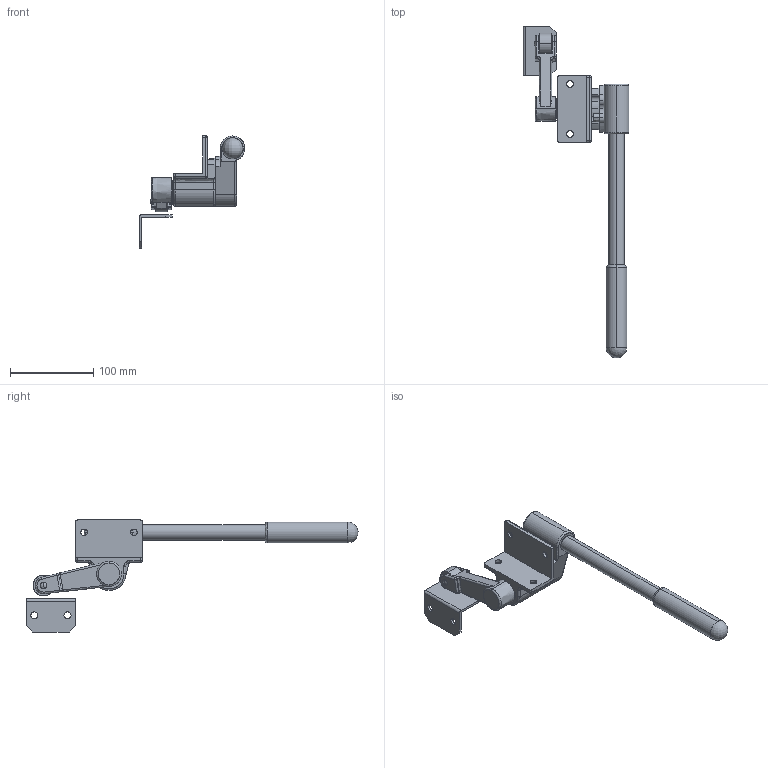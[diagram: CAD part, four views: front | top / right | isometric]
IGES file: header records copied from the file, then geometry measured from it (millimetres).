
Start section: SolidWorks IGES file using analytic representation for surfaces
Global section: file name: FD-1150-H-A-L.IGS,15; native system: HSolidWorks 2018; preprocessor: SolidWorks 2018; author: 0849sm; date: 210427.111157; units: millimetre
Bounding box: 127.49 x 399.99 x 135 mm (x, y, z)
Surface area: 82477.7 mm2 (no closed solid volume)
Topology: 0 solids, 0 shells, 224 faces, 3065 edges, 3059 vertices
Faces by surface type: revolution 137, bspline 87
